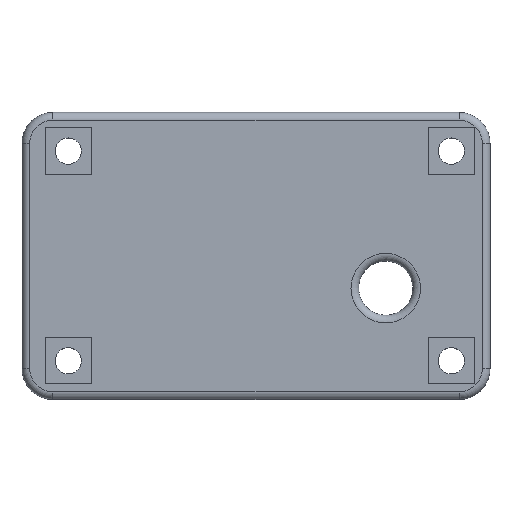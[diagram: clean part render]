
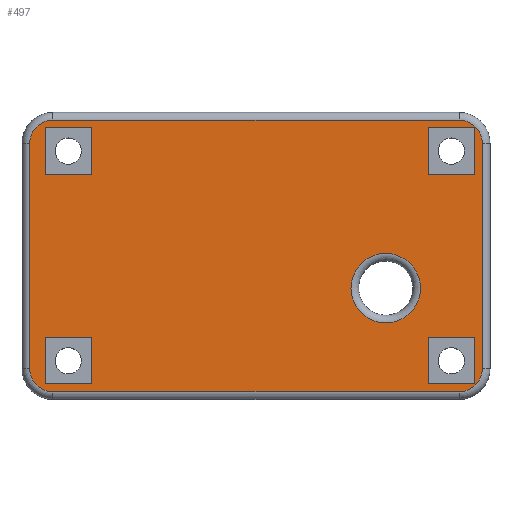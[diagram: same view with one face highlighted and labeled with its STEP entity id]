
A CAD part, top view. The second image highlights one B-rep face of the part: STEP entity #497.
In plain terms, the highlighted planar face has unit normal (0, 0, 1).
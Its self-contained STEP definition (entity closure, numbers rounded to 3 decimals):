
#127 = VERTEX_POINT('',#128);
#128 = CARTESIAN_POINT('',(26.79,14.575,6.));
#137 = VERTEX_POINT('',#138);
#138 = CARTESIAN_POINT('',(26.79,-14.575,6.));
#145 = EDGE_CURVE('',#127,#137,#146,.T.);
#146 = LINE('',#147,#148);
#147 = CARTESIAN_POINT('',(26.79,14.575,6.));
#148 = VECTOR('',#149,1.);
#149 = DIRECTION('',(0.,-1.,0.));
#378 = EDGE_CURVE('',#137,#379,#381,.T.);
#379 = VERTEX_POINT('',#380);
#380 = CARTESIAN_POINT('',(23.79,-17.575,6.));
#381 = CIRCLE('',#382,3.);
#382 = AXIS2_PLACEMENT_3D('',#383,#384,#385);
#383 = CARTESIAN_POINT('',(23.79,-14.575,6.));
#384 = DIRECTION('',(0.,0.,-1.));
#385 = DIRECTION('',(1.,0.,0.));
#476 = VERTEX_POINT('',#477);
#477 = CARTESIAN_POINT('',(23.79,17.575,6.));
#484 = EDGE_CURVE('',#476,#127,#485,.T.);
#485 = CIRCLE('',#486,3.);
#486 = AXIS2_PLACEMENT_3D('',#487,#488,#489);
#487 = CARTESIAN_POINT('',(23.79,14.575,6.));
#488 = DIRECTION('',(0.,0.,-1.));
#489 = DIRECTION('',(0.,1.,0.));
#497 = ADVANCED_FACE('',(#498,#543,#577,#611,#645,#679),#690,.T.);
#498 = FACE_BOUND('',#499,.T.);
#499 = EDGE_LOOP('',(#500,#508,#517,#525,#534,#540,#541,#542));
#500 = ORIENTED_EDGE('',*,*,#501,.F.);
#501 = EDGE_CURVE('',#502,#476,#504,.T.);
#502 = VERTEX_POINT('',#503);
#503 = CARTESIAN_POINT('',(-28.79,17.575,6.));
#504 = LINE('',#505,#506);
#505 = CARTESIAN_POINT('',(-28.79,17.575,6.));
#506 = VECTOR('',#507,1.);
#507 = DIRECTION('',(1.,0.,0.));
#508 = ORIENTED_EDGE('',*,*,#509,.F.);
#509 = EDGE_CURVE('',#510,#502,#512,.T.);
#510 = VERTEX_POINT('',#511);
#511 = CARTESIAN_POINT('',(-31.79,14.575,6.));
#512 = CIRCLE('',#513,3.);
#513 = AXIS2_PLACEMENT_3D('',#514,#515,#516);
#514 = CARTESIAN_POINT('',(-28.79,14.575,6.));
#515 = DIRECTION('',(0.,0.,-1.));
#516 = DIRECTION('',(-1.,0.,0.));
#517 = ORIENTED_EDGE('',*,*,#518,.F.);
#518 = EDGE_CURVE('',#519,#510,#521,.T.);
#519 = VERTEX_POINT('',#520);
#520 = CARTESIAN_POINT('',(-31.79,-14.575,6.));
#521 = LINE('',#522,#523);
#522 = CARTESIAN_POINT('',(-31.79,-14.575,6.));
#523 = VECTOR('',#524,1.);
#524 = DIRECTION('',(0.,1.,0.));
#525 = ORIENTED_EDGE('',*,*,#526,.F.);
#526 = EDGE_CURVE('',#527,#519,#529,.T.);
#527 = VERTEX_POINT('',#528);
#528 = CARTESIAN_POINT('',(-28.79,-17.575,6.));
#529 = CIRCLE('',#530,3.);
#530 = AXIS2_PLACEMENT_3D('',#531,#532,#533);
#531 = CARTESIAN_POINT('',(-28.79,-14.575,6.));
#532 = DIRECTION('',(-0.,-0.,-1.));
#533 = DIRECTION('',(0.,-1.,0.));
#534 = ORIENTED_EDGE('',*,*,#535,.F.);
#535 = EDGE_CURVE('',#379,#527,#536,.T.);
#536 = LINE('',#537,#538);
#537 = CARTESIAN_POINT('',(23.79,-17.575,6.));
#538 = VECTOR('',#539,1.);
#539 = DIRECTION('',(-1.,0.,0.));
#540 = ORIENTED_EDGE('',*,*,#378,.F.);
#541 = ORIENTED_EDGE('',*,*,#145,.F.);
#542 = ORIENTED_EDGE('',*,*,#484,.F.);
#543 = FACE_BOUND('',#544,.T.);
#544 = EDGE_LOOP('',(#545,#555,#563,#571));
#545 = ORIENTED_EDGE('',*,*,#546,.F.);
#546 = EDGE_CURVE('',#547,#549,#551,.T.);
#547 = VERTEX_POINT('',#548);
#548 = CARTESIAN_POINT('',(-29.79,-10.575,6.));
#549 = VERTEX_POINT('',#550);
#550 = CARTESIAN_POINT('',(-29.79,-16.575,6.));
#551 = LINE('',#552,#553);
#552 = CARTESIAN_POINT('',(-29.79,-10.575,6.));
#553 = VECTOR('',#554,1.);
#554 = DIRECTION('',(0.,-1.,0.));
#555 = ORIENTED_EDGE('',*,*,#556,.F.);
#556 = EDGE_CURVE('',#557,#547,#559,.T.);
#557 = VERTEX_POINT('',#558);
#558 = CARTESIAN_POINT('',(-23.79,-10.575,6.));
#559 = LINE('',#560,#561);
#560 = CARTESIAN_POINT('',(-23.79,-10.575,6.));
#561 = VECTOR('',#562,1.);
#562 = DIRECTION('',(-1.,0.,0.));
#563 = ORIENTED_EDGE('',*,*,#564,.F.);
#564 = EDGE_CURVE('',#565,#557,#567,.T.);
#565 = VERTEX_POINT('',#566);
#566 = CARTESIAN_POINT('',(-23.79,-16.575,6.));
#567 = LINE('',#568,#569);
#568 = CARTESIAN_POINT('',(-23.79,-16.575,6.));
#569 = VECTOR('',#570,1.);
#570 = DIRECTION('',(0.,1.,0.));
#571 = ORIENTED_EDGE('',*,*,#572,.F.);
#572 = EDGE_CURVE('',#549,#565,#573,.T.);
#573 = LINE('',#574,#575);
#574 = CARTESIAN_POINT('',(-29.79,-16.575,6.));
#575 = VECTOR('',#576,1.);
#576 = DIRECTION('',(1.,0.,0.));
#577 = FACE_BOUND('',#578,.T.);
#578 = EDGE_LOOP('',(#579,#589,#597,#605));
#579 = ORIENTED_EDGE('',*,*,#580,.F.);
#580 = EDGE_CURVE('',#581,#583,#585,.T.);
#581 = VERTEX_POINT('',#582);
#582 = CARTESIAN_POINT('',(19.79,-10.575,6.));
#583 = VERTEX_POINT('',#584);
#584 = CARTESIAN_POINT('',(19.79,-16.575,6.));
#585 = LINE('',#586,#587);
#586 = CARTESIAN_POINT('',(19.79,-10.575,6.));
#587 = VECTOR('',#588,1.);
#588 = DIRECTION('',(0.,-1.,0.));
#589 = ORIENTED_EDGE('',*,*,#590,.F.);
#590 = EDGE_CURVE('',#591,#581,#593,.T.);
#591 = VERTEX_POINT('',#592);
#592 = CARTESIAN_POINT('',(25.79,-10.575,6.));
#593 = LINE('',#594,#595);
#594 = CARTESIAN_POINT('',(25.79,-10.575,6.));
#595 = VECTOR('',#596,1.);
#596 = DIRECTION('',(-1.,0.,0.));
#597 = ORIENTED_EDGE('',*,*,#598,.F.);
#598 = EDGE_CURVE('',#599,#591,#601,.T.);
#599 = VERTEX_POINT('',#600);
#600 = CARTESIAN_POINT('',(25.79,-16.575,6.));
#601 = LINE('',#602,#603);
#602 = CARTESIAN_POINT('',(25.79,-16.575,6.));
#603 = VECTOR('',#604,1.);
#604 = DIRECTION('',(0.,1.,0.));
#605 = ORIENTED_EDGE('',*,*,#606,.F.);
#606 = EDGE_CURVE('',#583,#599,#607,.T.);
#607 = LINE('',#608,#609);
#608 = CARTESIAN_POINT('',(19.79,-16.575,6.));
#609 = VECTOR('',#610,1.);
#610 = DIRECTION('',(1.,0.,0.));
#611 = FACE_BOUND('',#612,.T.);
#612 = EDGE_LOOP('',(#613,#623,#631,#639));
#613 = ORIENTED_EDGE('',*,*,#614,.F.);
#614 = EDGE_CURVE('',#615,#617,#619,.T.);
#615 = VERTEX_POINT('',#616);
#616 = CARTESIAN_POINT('',(-29.79,16.575,6.));
#617 = VERTEX_POINT('',#618);
#618 = CARTESIAN_POINT('',(-29.79,10.575,6.));
#619 = LINE('',#620,#621);
#620 = CARTESIAN_POINT('',(-29.79,16.575,6.));
#621 = VECTOR('',#622,1.);
#622 = DIRECTION('',(0.,-1.,0.));
#623 = ORIENTED_EDGE('',*,*,#624,.F.);
#624 = EDGE_CURVE('',#625,#615,#627,.T.);
#625 = VERTEX_POINT('',#626);
#626 = CARTESIAN_POINT('',(-23.79,16.575,6.));
#627 = LINE('',#628,#629);
#628 = CARTESIAN_POINT('',(-23.79,16.575,6.));
#629 = VECTOR('',#630,1.);
#630 = DIRECTION('',(-1.,0.,0.));
#631 = ORIENTED_EDGE('',*,*,#632,.F.);
#632 = EDGE_CURVE('',#633,#625,#635,.T.);
#633 = VERTEX_POINT('',#634);
#634 = CARTESIAN_POINT('',(-23.79,10.575,6.));
#635 = LINE('',#636,#637);
#636 = CARTESIAN_POINT('',(-23.79,10.575,6.));
#637 = VECTOR('',#638,1.);
#638 = DIRECTION('',(0.,1.,0.));
#639 = ORIENTED_EDGE('',*,*,#640,.F.);
#640 = EDGE_CURVE('',#617,#633,#641,.T.);
#641 = LINE('',#642,#643);
#642 = CARTESIAN_POINT('',(-29.79,10.575,6.));
#643 = VECTOR('',#644,1.);
#644 = DIRECTION('',(1.,0.,0.));
#645 = FACE_BOUND('',#646,.T.);
#646 = EDGE_LOOP('',(#647,#657,#665,#673));
#647 = ORIENTED_EDGE('',*,*,#648,.F.);
#648 = EDGE_CURVE('',#649,#651,#653,.T.);
#649 = VERTEX_POINT('',#650);
#650 = CARTESIAN_POINT('',(19.79,16.575,6.));
#651 = VERTEX_POINT('',#652);
#652 = CARTESIAN_POINT('',(19.79,10.575,6.));
#653 = LINE('',#654,#655);
#654 = CARTESIAN_POINT('',(19.79,16.575,6.));
#655 = VECTOR('',#656,1.);
#656 = DIRECTION('',(0.,-1.,0.));
#657 = ORIENTED_EDGE('',*,*,#658,.F.);
#658 = EDGE_CURVE('',#659,#649,#661,.T.);
#659 = VERTEX_POINT('',#660);
#660 = CARTESIAN_POINT('',(25.79,16.575,6.));
#661 = LINE('',#662,#663);
#662 = CARTESIAN_POINT('',(25.79,16.575,6.));
#663 = VECTOR('',#664,1.);
#664 = DIRECTION('',(-1.,0.,0.));
#665 = ORIENTED_EDGE('',*,*,#666,.F.);
#666 = EDGE_CURVE('',#667,#659,#669,.T.);
#667 = VERTEX_POINT('',#668);
#668 = CARTESIAN_POINT('',(25.79,10.575,6.));
#669 = LINE('',#670,#671);
#670 = CARTESIAN_POINT('',(25.79,10.575,6.));
#671 = VECTOR('',#672,1.);
#672 = DIRECTION('',(0.,1.,0.));
#673 = ORIENTED_EDGE('',*,*,#674,.F.);
#674 = EDGE_CURVE('',#651,#667,#675,.T.);
#675 = LINE('',#676,#677);
#676 = CARTESIAN_POINT('',(19.79,10.575,6.));
#677 = VECTOR('',#678,1.);
#678 = DIRECTION('',(1.,0.,0.));
#679 = FACE_BOUND('',#680,.T.);
#680 = EDGE_LOOP('',(#681));
#681 = ORIENTED_EDGE('',*,*,#682,.F.);
#682 = EDGE_CURVE('',#683,#683,#685,.T.);
#683 = VERTEX_POINT('',#684);
#684 = CARTESIAN_POINT('',(18.79,-4.175,6.));
#685 = CIRCLE('',#686,4.5);
#686 = AXIS2_PLACEMENT_3D('',#687,#688,#689);
#687 = CARTESIAN_POINT('',(14.29,-4.175,6.));
#688 = DIRECTION('',(0.,0.,1.));
#689 = DIRECTION('',(1.,0.,0.));
#690 = PLANE('',#691);
#691 = AXIS2_PLACEMENT_3D('',#692,#693,#694);
#692 = CARTESIAN_POINT('',(-2.5,0.,6.));
#693 = DIRECTION('',(0.,0.,1.));
#694 = DIRECTION('',(1.,0.,0.));
